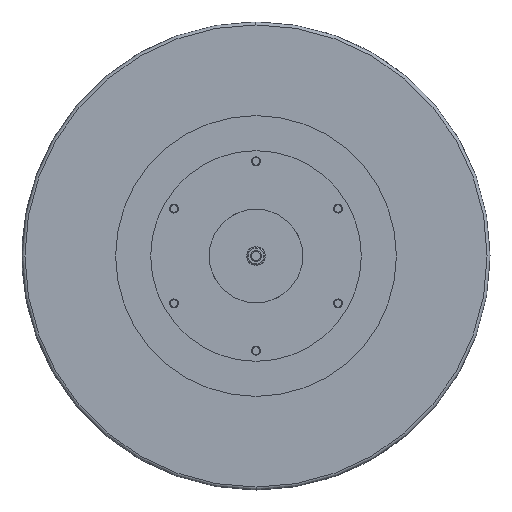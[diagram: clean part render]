
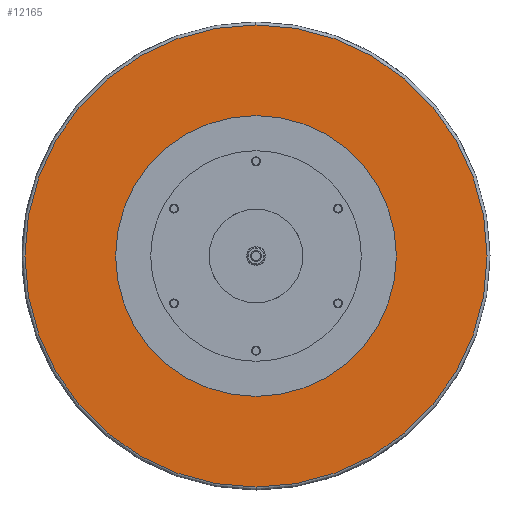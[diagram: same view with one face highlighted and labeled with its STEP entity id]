
A CAD part, left-side view. The second image highlights one B-rep face of the part: STEP entity #12165.
In plain terms, the highlighted planar face has unit normal (-1, 0, 0).
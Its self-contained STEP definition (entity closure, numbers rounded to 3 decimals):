
#496 = CARTESIAN_POINT ( 'NONE',  ( -222., 0., 480. ) ) ;
#581 = CIRCLE ( 'NONE', #965, 790. ) ;
#752 = AXIS2_PLACEMENT_3D ( 'NONE', #6933, #11248, #4682 ) ;
#965 = AXIS2_PLACEMENT_3D ( 'NONE', #26158, #1725, #12964 ) ;
#1725 = DIRECTION ( 'NONE',  ( 1., 0., 0. ) ) ;
#3357 = CARTESIAN_POINT ( 'NONE',  ( -222., 0., 790. ) ) ;
#4200 = ORIENTED_EDGE ( 'NONE', *, *, #7931, .F. ) ;
#4682 = DIRECTION ( 'NONE',  ( 0., 0., -1. ) ) ;
#5195 = CIRCLE ( 'NONE', #17717, 480. ) ;
#6933 = CARTESIAN_POINT ( 'NONE',  ( -222., 0., 0. ) ) ;
#7487 = FACE_BOUND ( 'NONE', #19967, .T. ) ;
#7704 = DIRECTION ( 'NONE',  ( 1., 0., 0. ) ) ;
#7899 = DIRECTION ( 'NONE',  ( 0., 0., -1. ) ) ;
#7931 = EDGE_CURVE ( 'NONE', #10668, #8962, #581, .T. ) ;
#7991 = DIRECTION ( 'NONE',  ( -1., 0., 0. ) ) ;
#8015 = CIRCLE ( 'NONE', #18768, 480. ) ;
#8962 = VERTEX_POINT ( 'NONE', #3357 ) ;
#9483 = EDGE_CURVE ( 'NONE', #20105, #11958, #5195, .T. ) ;
#10200 = CARTESIAN_POINT ( 'NONE',  ( -222., 0., -790. ) ) ;
#10648 = CARTESIAN_POINT ( 'NONE',  ( -222., 0., 0. ) ) ;
#10668 = VERTEX_POINT ( 'NONE', #10200 ) ;
#11248 = DIRECTION ( 'NONE',  ( 1., 0., 0. ) ) ;
#11543 = CARTESIAN_POINT ( 'NONE',  ( -222., 0., -480. ) ) ;
#11774 = AXIS2_PLACEMENT_3D ( 'NONE', #10648, #7991, #25823 ) ;
#11958 = VERTEX_POINT ( 'NONE', #496 ) ;
#12165 = ADVANCED_FACE ( 'NONE', ( #7487, #24558 ), #19228, .T. ) ;
#12964 = DIRECTION ( 'NONE',  ( 0., 0., -1. ) ) ;
#13234 = ORIENTED_EDGE ( 'NONE', *, *, #28502, .F. ) ;
#14968 = DIRECTION ( 'NONE',  ( 1., 0., 0. ) ) ;
#16015 = ORIENTED_EDGE ( 'NONE', *, *, #25028, .T. ) ;
#16231 = ORIENTED_EDGE ( 'NONE', *, *, #9483, .T. ) ;
#16853 = EDGE_LOOP ( 'NONE', ( #4200, #13234 ) ) ;
#17717 = AXIS2_PLACEMENT_3D ( 'NONE', #19235, #14968, #19327 ) ;
#18768 = AXIS2_PLACEMENT_3D ( 'NONE', #21082, #7704, #7899 ) ;
#19228 = PLANE ( 'NONE',  #11774 ) ;
#19235 = CARTESIAN_POINT ( 'NONE',  ( -222., 0., 0. ) ) ;
#19327 = DIRECTION ( 'NONE',  ( 0., 0., -1. ) ) ;
#19967 = EDGE_LOOP ( 'NONE', ( #16231, #16015 ) ) ;
#20105 = VERTEX_POINT ( 'NONE', #11543 ) ;
#21082 = CARTESIAN_POINT ( 'NONE',  ( -222., 0., 0. ) ) ;
#24558 = FACE_OUTER_BOUND ( 'NONE', #16853, .T. ) ;
#25028 = EDGE_CURVE ( 'NONE', #11958, #20105, #8015, .T. ) ;
#25823 = DIRECTION ( 'NONE',  ( 0., 0., 1. ) ) ;
#26158 = CARTESIAN_POINT ( 'NONE',  ( -222., 0., 0. ) ) ;
#27007 = CIRCLE ( 'NONE', #752, 790. ) ;
#28502 = EDGE_CURVE ( 'NONE', #8962, #10668, #27007, .T. ) ;
